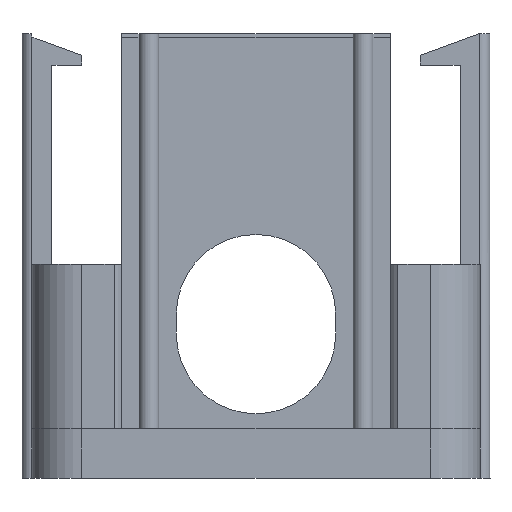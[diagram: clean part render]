
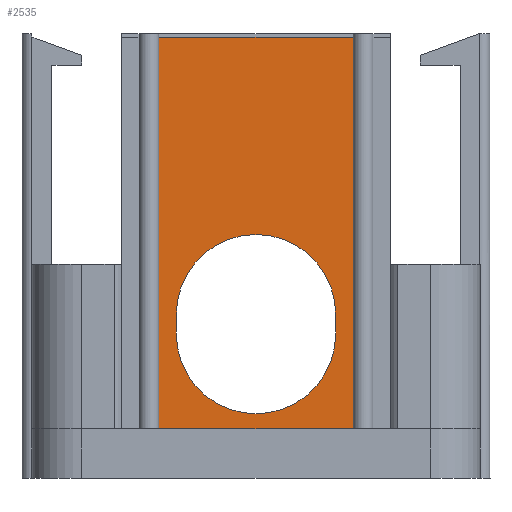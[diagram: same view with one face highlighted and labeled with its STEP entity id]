
A CAD part, front view. The second image highlights one B-rep face of the part: STEP entity #2535.
In plain terms, the highlighted planar face has unit normal (0, -1, 0).
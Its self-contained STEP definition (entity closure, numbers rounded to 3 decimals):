
#26=FACE_BOUND('',#308,.T.);
#63=PLANE('',#2704);
#161=FACE_OUTER_BOUND('',#307,.T.);
#307=EDGE_LOOP('',(#1771,#1772,#1773,#1774));
#308=EDGE_LOOP('',(#1775,#1776,#1777,#1778));
#490=LINE('',#3753,#761);
#496=LINE('',#3766,#767);
#497=LINE('',#3768,#768);
#498=LINE('',#3769,#769);
#499=LINE('',#3772,#770);
#500=LINE('',#3776,#771);
#761=VECTOR('',#2979,10.);
#767=VECTOR('',#2993,10.);
#768=VECTOR('',#2994,10.);
#769=VECTOR('',#2995,10.);
#770=VECTOR('',#2996,10.);
#771=VECTOR('',#2999,10.);
#1021=CIRCLE('',#2705,8.);
#1022=CIRCLE('',#2706,8.);
#1130=VERTEX_POINT('',#3743);
#1134=VERTEX_POINT('',#3751);
#1137=VERTEX_POINT('',#3765);
#1138=VERTEX_POINT('',#3767);
#1139=VERTEX_POINT('',#3770);
#1140=VERTEX_POINT('',#3771);
#1141=VERTEX_POINT('',#3773);
#1142=VERTEX_POINT('',#3775);
#1381=EDGE_CURVE('',#1130,#1134,#490,.T.);
#1387=EDGE_CURVE('',#1137,#1134,#496,.T.);
#1388=EDGE_CURVE('',#1137,#1138,#497,.T.);
#1389=EDGE_CURVE('',#1138,#1130,#498,.T.);
#1390=EDGE_CURVE('',#1139,#1140,#499,.T.);
#1391=EDGE_CURVE('',#1140,#1141,#1021,.T.);
#1392=EDGE_CURVE('',#1141,#1142,#500,.T.);
#1393=EDGE_CURVE('',#1142,#1139,#1022,.T.);
#1771=ORIENTED_EDGE('',*,*,#1381,.T.);
#1772=ORIENTED_EDGE('',*,*,#1387,.F.);
#1773=ORIENTED_EDGE('',*,*,#1388,.T.);
#1774=ORIENTED_EDGE('',*,*,#1389,.T.);
#1775=ORIENTED_EDGE('',*,*,#1390,.T.);
#1776=ORIENTED_EDGE('',*,*,#1391,.T.);
#1777=ORIENTED_EDGE('',*,*,#1392,.T.);
#1778=ORIENTED_EDGE('',*,*,#1393,.T.);
#2535=ADVANCED_FACE('',(#161,#26),#63,.T.);
#2704=AXIS2_PLACEMENT_3D('',#3764,#2991,#2992);
#2705=AXIS2_PLACEMENT_3D('',#3774,#2997,#2998);
#2706=AXIS2_PLACEMENT_3D('',#3777,#3000,#3001);
#2979=DIRECTION('',(0.,0.,1.));
#2991=DIRECTION('center_axis',(0.,-1.,0.));
#2992=DIRECTION('ref_axis',(1.,0.,0.));
#2993=DIRECTION('',(1.,0.,0.));
#2994=DIRECTION('',(0.,0.,-1.));
#2995=DIRECTION('',(1.,0.,0.));
#2996=DIRECTION('',(0.,0.,-1.));
#2997=DIRECTION('center_axis',(0.,1.,0.));
#2998=DIRECTION('ref_axis',(-1.,0.,0.));
#2999=DIRECTION('',(0.,0.,1.));
#3000=DIRECTION('center_axis',(0.,1.,0.));
#3001=DIRECTION('ref_axis',(1.,0.,0.));
#3743=CARTESIAN_POINT('',(9.75,-22.5,5.));
#3751=CARTESIAN_POINT('',(9.75,-22.5,44.32));
#3753=CARTESIAN_POINT('',(9.75,-22.5,44.684));
#3764=CARTESIAN_POINT('Origin',(-17.5,-22.5,0.));
#3765=CARTESIAN_POINT('',(-9.75,-22.5,44.32));
#3766=CARTESIAN_POINT('',(-8.75,-22.5,44.32));
#3767=CARTESIAN_POINT('',(-9.75,-22.5,5.));
#3768=CARTESIAN_POINT('',(-9.75,-22.5,44.684));
#3769=CARTESIAN_POINT('',(-20.,-22.5,5.));
#3770=CARTESIAN_POINT('',(8.,-22.5,16.5));
#3771=CARTESIAN_POINT('',(8.,-22.5,14.5));
#3772=CARTESIAN_POINT('',(8.,-22.5,8.25));
#3773=CARTESIAN_POINT('',(-8.,-22.5,14.5));
#3774=CARTESIAN_POINT('Origin',(0.,-22.5,14.5));
#3775=CARTESIAN_POINT('',(-8.,-22.5,16.5));
#3776=CARTESIAN_POINT('',(-8.,-22.5,7.25));
#3777=CARTESIAN_POINT('Origin',(0.,-22.5,16.5));
